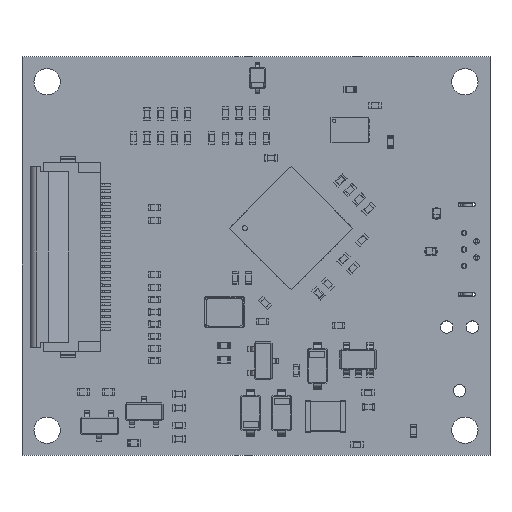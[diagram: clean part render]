
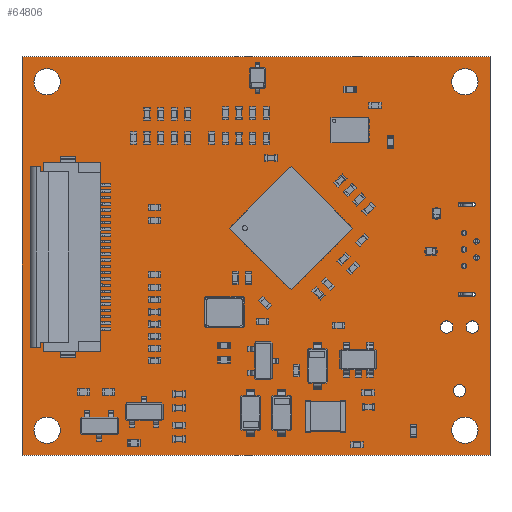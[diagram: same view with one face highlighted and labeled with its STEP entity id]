
A CAD part, top view. The second image highlights one B-rep face of the part: STEP entity #64806.
In plain terms, the highlighted planar face has unit normal (0, 0, 1).
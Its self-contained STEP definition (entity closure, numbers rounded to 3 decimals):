
#64490 = VERTEX_POINT('',#64491);
#64491 = CARTESIAN_POINT('',(174.68,-121.8,1.6));
#64497 = EDGE_CURVE('',#64490,#64498,#64500,.T.);
#64498 = VERTEX_POINT('',#64499);
#64499 = CARTESIAN_POINT('',(137.36,-121.8,1.6));
#64500 = LINE('',#64501,#64502);
#64501 = CARTESIAN_POINT('',(174.68,-121.8,1.6));
#64502 = VECTOR('',#64503,1.);
#64503 = DIRECTION('',(-1.,0.,0.));
#64530 = VERTEX_POINT('',#64531);
#64531 = CARTESIAN_POINT('',(174.68,-90.,1.6));
#64537 = EDGE_CURVE('',#64530,#64490,#64538,.T.);
#64538 = LINE('',#64539,#64540);
#64539 = CARTESIAN_POINT('',(174.68,-90.,1.6));
#64540 = VECTOR('',#64541,1.);
#64541 = DIRECTION('',(0.,-1.,0.));
#64559 = EDGE_CURVE('',#64498,#64560,#64562,.T.);
#64560 = VERTEX_POINT('',#64561);
#64561 = CARTESIAN_POINT('',(137.36,-90.,1.6));
#64562 = LINE('',#64563,#64564);
#64563 = CARTESIAN_POINT('',(137.36,-121.8,1.6));
#64564 = VECTOR('',#64565,1.);
#64565 = DIRECTION('',(0.,1.,0.));
#64806 = ADVANCED_FACE('',(#64807,#64818,#64829,#64840,#64851,#64862,
    #64898,#64909,#64920,#64931,#64942,#64953,#64964,#65000,#65011),
  #65022,.F.);
#64807 = FACE_BOUND('',#64808,.F.);
#64808 = EDGE_LOOP('',(#64809,#64810,#64811,#64817));
#64809 = ORIENTED_EDGE('',*,*,#64497,.T.);
#64810 = ORIENTED_EDGE('',*,*,#64559,.T.);
#64811 = ORIENTED_EDGE('',*,*,#64812,.T.);
#64812 = EDGE_CURVE('',#64560,#64530,#64813,.T.);
#64813 = LINE('',#64814,#64815);
#64814 = CARTESIAN_POINT('',(137.36,-90.,1.6));
#64815 = VECTOR('',#64816,1.);
#64816 = DIRECTION('',(1.,0.,0.));
#64817 = ORIENTED_EDGE('',*,*,#64537,.T.);
#64818 = FACE_BOUND('',#64819,.F.);
#64819 = EDGE_LOOP('',(#64820));
#64820 = ORIENTED_EDGE('',*,*,#64821,.F.);
#64821 = EDGE_CURVE('',#64822,#64822,#64824,.T.);
#64822 = VERTEX_POINT('',#64823);
#64823 = CARTESIAN_POINT('',(172.68,-120.85,1.6));
#64824 = CIRCLE('',#64825,1.05);
#64825 = AXIS2_PLACEMENT_3D('',#64826,#64827,#64828);
#64826 = CARTESIAN_POINT('',(172.68,-119.8,1.6));
#64827 = DIRECTION('',(-0.,0.,-1.));
#64828 = DIRECTION('',(-0.,-1.,0.));
#64829 = FACE_BOUND('',#64830,.F.);
#64830 = EDGE_LOOP('',(#64831));
#64831 = ORIENTED_EDGE('',*,*,#64832,.F.);
#64832 = EDGE_CURVE('',#64833,#64833,#64835,.T.);
#64833 = VERTEX_POINT('',#64834);
#64834 = CARTESIAN_POINT('',(172.25,-117.145,1.6));
#64835 = CIRCLE('',#64836,0.495);
#64836 = AXIS2_PLACEMENT_3D('',#64837,#64838,#64839);
#64837 = CARTESIAN_POINT('',(172.25,-116.65,1.6));
#64838 = DIRECTION('',(-0.,0.,-1.));
#64839 = DIRECTION('',(-0.,-1.,0.));
#64840 = FACE_BOUND('',#64841,.F.);
#64841 = EDGE_LOOP('',(#64842));
#64842 = ORIENTED_EDGE('',*,*,#64843,.F.);
#64843 = EDGE_CURVE('',#64844,#64844,#64846,.T.);
#64844 = VERTEX_POINT('',#64845);
#64845 = CARTESIAN_POINT('',(173.266,-112.065,1.6));
#64846 = CIRCLE('',#64847,0.495);
#64847 = AXIS2_PLACEMENT_3D('',#64848,#64849,#64850);
#64848 = CARTESIAN_POINT('',(173.266,-111.57,1.6));
#64849 = DIRECTION('',(-0.,0.,-1.));
#64850 = DIRECTION('',(0.,-1.,0.));
#64851 = FACE_BOUND('',#64852,.F.);
#64852 = EDGE_LOOP('',(#64853));
#64853 = ORIENTED_EDGE('',*,*,#64854,.F.);
#64854 = EDGE_CURVE('',#64855,#64855,#64857,.T.);
#64855 = VERTEX_POINT('',#64856);
#64856 = CARTESIAN_POINT('',(171.234,-112.065,1.6));
#64857 = CIRCLE('',#64858,0.495);
#64858 = AXIS2_PLACEMENT_3D('',#64859,#64860,#64861);
#64859 = CARTESIAN_POINT('',(171.234,-111.57,1.6));
#64860 = DIRECTION('',(-0.,0.,-1.));
#64861 = DIRECTION('',(0.,-1.,-0.));
#64862 = FACE_BOUND('',#64863,.F.);
#64863 = EDGE_LOOP('',(#64864,#64875,#64883,#64892));
#64864 = ORIENTED_EDGE('',*,*,#64865,.F.);
#64865 = EDGE_CURVE('',#64866,#64868,#64870,.T.);
#64866 = VERTEX_POINT('',#64867);
#64867 = CARTESIAN_POINT('',(173.32,-108.783,1.6));
#64868 = VERTEX_POINT('',#64869);
#64869 = CARTESIAN_POINT('',(173.32,-109.133,1.6));
#64870 = CIRCLE('',#64871,0.175);
#64871 = AXIS2_PLACEMENT_3D('',#64872,#64873,#64874);
#64872 = CARTESIAN_POINT('',(173.32,-108.958,1.6));
#64873 = DIRECTION('',(-0.,0.,-1.));
#64874 = DIRECTION('',(0.,-1.,0.));
#64875 = ORIENTED_EDGE('',*,*,#64876,.T.);
#64876 = EDGE_CURVE('',#64866,#64877,#64879,.T.);
#64877 = VERTEX_POINT('',#64878);
#64878 = CARTESIAN_POINT('',(172.32,-108.783,1.6));
#64879 = LINE('',#64880,#64881);
#64880 = CARTESIAN_POINT('',(164.67,-108.783,1.6));
#64881 = VECTOR('',#64882,1.);
#64882 = DIRECTION('',(-1.,0.,0.));
#64883 = ORIENTED_EDGE('',*,*,#64884,.F.);
#64884 = EDGE_CURVE('',#64885,#64877,#64887,.T.);
#64885 = VERTEX_POINT('',#64886);
#64886 = CARTESIAN_POINT('',(172.32,-109.133,1.6));
#64887 = CIRCLE('',#64888,0.175);
#64888 = AXIS2_PLACEMENT_3D('',#64889,#64890,#64891);
#64889 = CARTESIAN_POINT('',(172.32,-108.958,1.6));
#64890 = DIRECTION('',(-0.,0.,-1.));
#64891 = DIRECTION('',(0.,1.,0.));
#64892 = ORIENTED_EDGE('',*,*,#64893,.T.);
#64893 = EDGE_CURVE('',#64885,#64868,#64894,.T.);
#64894 = LINE('',#64895,#64896);
#64895 = CARTESIAN_POINT('',(164.17,-109.133,1.6));
#64896 = VECTOR('',#64897,1.);
#64897 = DIRECTION('',(1.,0.,0.));
#64898 = FACE_BOUND('',#64899,.F.);
#64899 = EDGE_LOOP('',(#64900));
#64900 = ORIENTED_EDGE('',*,*,#64901,.F.);
#64901 = EDGE_CURVE('',#64902,#64902,#64904,.T.);
#64902 = VERTEX_POINT('',#64903);
#64903 = CARTESIAN_POINT('',(173.6,-106.253,1.6));
#64904 = CIRCLE('',#64905,0.22);
#64905 = AXIS2_PLACEMENT_3D('',#64906,#64907,#64908);
#64906 = CARTESIAN_POINT('',(173.6,-106.033,1.6));
#64907 = DIRECTION('',(-0.,0.,-1.));
#64908 = DIRECTION('',(-0.,-1.,0.));
#64909 = FACE_BOUND('',#64910,.F.);
#64910 = EDGE_LOOP('',(#64911));
#64911 = ORIENTED_EDGE('',*,*,#64912,.F.);
#64912 = EDGE_CURVE('',#64913,#64913,#64915,.T.);
#64913 = VERTEX_POINT('',#64914);
#64914 = CARTESIAN_POINT('',(172.6,-106.903,1.6));
#64915 = CIRCLE('',#64916,0.22);
#64916 = AXIS2_PLACEMENT_3D('',#64917,#64918,#64919);
#64917 = CARTESIAN_POINT('',(172.6,-106.683,1.6));
#64918 = DIRECTION('',(-0.,0.,-1.));
#64919 = DIRECTION('',(-0.,-1.,0.));
#64920 = FACE_BOUND('',#64921,.F.);
#64921 = EDGE_LOOP('',(#64922));
#64922 = ORIENTED_EDGE('',*,*,#64923,.F.);
#64923 = EDGE_CURVE('',#64924,#64924,#64926,.T.);
#64924 = VERTEX_POINT('',#64925);
#64925 = CARTESIAN_POINT('',(139.36,-120.85,1.6));
#64926 = CIRCLE('',#64927,1.05);
#64927 = AXIS2_PLACEMENT_3D('',#64928,#64929,#64930);
#64928 = CARTESIAN_POINT('',(139.36,-119.8,1.6));
#64929 = DIRECTION('',(-0.,0.,-1.));
#64930 = DIRECTION('',(-0.,-1.,0.));
#64931 = FACE_BOUND('',#64932,.F.);
#64932 = EDGE_LOOP('',(#64933));
#64933 = ORIENTED_EDGE('',*,*,#64934,.F.);
#64934 = EDGE_CURVE('',#64935,#64935,#64937,.T.);
#64935 = VERTEX_POINT('',#64936);
#64936 = CARTESIAN_POINT('',(172.6,-105.603,1.6));
#64937 = CIRCLE('',#64938,0.22);
#64938 = AXIS2_PLACEMENT_3D('',#64939,#64940,#64941);
#64939 = CARTESIAN_POINT('',(172.6,-105.383,1.6));
#64940 = DIRECTION('',(-0.,0.,-1.));
#64941 = DIRECTION('',(-0.,-1.,0.));
#64942 = FACE_BOUND('',#64943,.F.);
#64943 = EDGE_LOOP('',(#64944));
#64944 = ORIENTED_EDGE('',*,*,#64945,.F.);
#64945 = EDGE_CURVE('',#64946,#64946,#64948,.T.);
#64946 = VERTEX_POINT('',#64947);
#64947 = CARTESIAN_POINT('',(173.6,-104.953,1.6));
#64948 = CIRCLE('',#64949,0.22);
#64949 = AXIS2_PLACEMENT_3D('',#64950,#64951,#64952);
#64950 = CARTESIAN_POINT('',(173.6,-104.733,1.6));
#64951 = DIRECTION('',(-0.,0.,-1.));
#64952 = DIRECTION('',(-0.,-1.,0.));
#64953 = FACE_BOUND('',#64954,.F.);
#64954 = EDGE_LOOP('',(#64955));
#64955 = ORIENTED_EDGE('',*,*,#64956,.F.);
#64956 = EDGE_CURVE('',#64957,#64957,#64959,.T.);
#64957 = VERTEX_POINT('',#64958);
#64958 = CARTESIAN_POINT('',(172.6,-104.303,1.6));
#64959 = CIRCLE('',#64960,0.22);
#64960 = AXIS2_PLACEMENT_3D('',#64961,#64962,#64963);
#64961 = CARTESIAN_POINT('',(172.6,-104.083,1.6));
#64962 = DIRECTION('',(-0.,0.,-1.));
#64963 = DIRECTION('',(-0.,-1.,0.));
#64964 = FACE_BOUND('',#64965,.F.);
#64965 = EDGE_LOOP('',(#64966,#64977,#64985,#64994));
#64966 = ORIENTED_EDGE('',*,*,#64967,.F.);
#64967 = EDGE_CURVE('',#64968,#64970,#64972,.T.);
#64968 = VERTEX_POINT('',#64969);
#64969 = CARTESIAN_POINT('',(173.32,-101.633,1.6));
#64970 = VERTEX_POINT('',#64971);
#64971 = CARTESIAN_POINT('',(173.32,-101.983,1.6));
#64972 = CIRCLE('',#64973,0.175);
#64973 = AXIS2_PLACEMENT_3D('',#64974,#64975,#64976);
#64974 = CARTESIAN_POINT('',(173.32,-101.808,1.6));
#64975 = DIRECTION('',(-0.,0.,-1.));
#64976 = DIRECTION('',(-0.,-1.,0.));
#64977 = ORIENTED_EDGE('',*,*,#64978,.T.);
#64978 = EDGE_CURVE('',#64968,#64979,#64981,.T.);
#64979 = VERTEX_POINT('',#64980);
#64980 = CARTESIAN_POINT('',(172.32,-101.633,1.6));
#64981 = LINE('',#64982,#64983);
#64982 = CARTESIAN_POINT('',(164.67,-101.633,1.6));
#64983 = VECTOR('',#64984,1.);
#64984 = DIRECTION('',(-1.,0.,0.));
#64985 = ORIENTED_EDGE('',*,*,#64986,.F.);
#64986 = EDGE_CURVE('',#64987,#64979,#64989,.T.);
#64987 = VERTEX_POINT('',#64988);
#64988 = CARTESIAN_POINT('',(172.32,-101.983,1.6));
#64989 = CIRCLE('',#64990,0.175);
#64990 = AXIS2_PLACEMENT_3D('',#64991,#64992,#64993);
#64991 = CARTESIAN_POINT('',(172.32,-101.808,1.6));
#64992 = DIRECTION('',(-0.,0.,-1.));
#64993 = DIRECTION('',(0.,1.,0.));
#64994 = ORIENTED_EDGE('',*,*,#64995,.T.);
#64995 = EDGE_CURVE('',#64987,#64970,#64996,.T.);
#64996 = LINE('',#64997,#64998);
#64997 = CARTESIAN_POINT('',(164.17,-101.983,1.6));
#64998 = VECTOR('',#64999,1.);
#64999 = DIRECTION('',(1.,0.,0.));
#65000 = FACE_BOUND('',#65001,.F.);
#65001 = EDGE_LOOP('',(#65002));
#65002 = ORIENTED_EDGE('',*,*,#65003,.F.);
#65003 = EDGE_CURVE('',#65004,#65004,#65006,.T.);
#65004 = VERTEX_POINT('',#65005);
#65005 = CARTESIAN_POINT('',(172.68,-93.05,1.6));
#65006 = CIRCLE('',#65007,1.05);
#65007 = AXIS2_PLACEMENT_3D('',#65008,#65009,#65010);
#65008 = CARTESIAN_POINT('',(172.68,-92.,1.6));
#65009 = DIRECTION('',(-0.,0.,-1.));
#65010 = DIRECTION('',(-0.,-1.,0.));
#65011 = FACE_BOUND('',#65012,.F.);
#65012 = EDGE_LOOP('',(#65013));
#65013 = ORIENTED_EDGE('',*,*,#65014,.F.);
#65014 = EDGE_CURVE('',#65015,#65015,#65017,.T.);
#65015 = VERTEX_POINT('',#65016);
#65016 = CARTESIAN_POINT('',(139.36,-93.05,1.6));
#65017 = CIRCLE('',#65018,1.05);
#65018 = AXIS2_PLACEMENT_3D('',#65019,#65020,#65021);
#65019 = CARTESIAN_POINT('',(139.36,-92.,1.6));
#65020 = DIRECTION('',(-0.,0.,-1.));
#65021 = DIRECTION('',(-0.,-1.,0.));
#65022 = PLANE('',#65023);
#65023 = AXIS2_PLACEMENT_3D('',#65024,#65025,#65026);
#65024 = CARTESIAN_POINT('',(156.02,-105.9,1.6));
#65025 = DIRECTION('',(-0.,-0.,-1.));
#65026 = DIRECTION('',(-1.,0.,0.));
